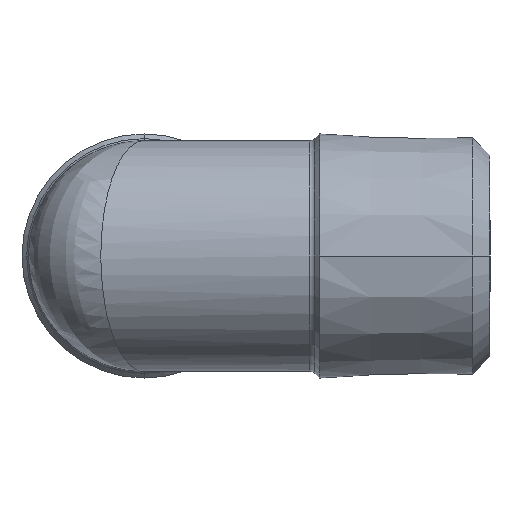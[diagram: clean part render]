
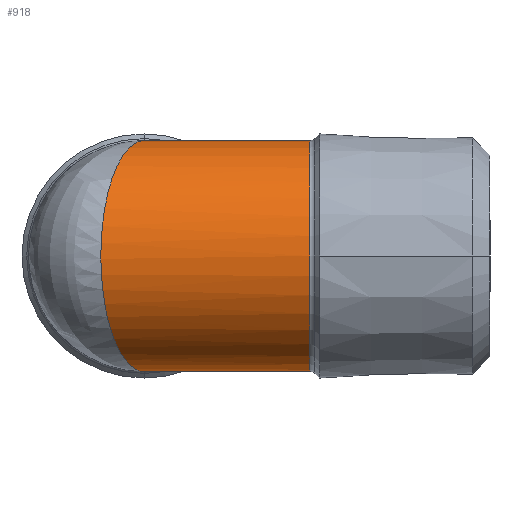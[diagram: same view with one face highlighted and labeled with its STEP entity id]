
A CAD part, left-side view. The second image highlights one B-rep face of the part: STEP entity #918.
In plain terms, the highlighted cylindrical face has radius 8 mm (diameter 16 mm), a partial arc.
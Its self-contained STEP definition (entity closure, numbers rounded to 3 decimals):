
#19 = EDGE_LOOP ( 'NONE', ( #80, #154, #984, #91 ) ) ;
#61 = VERTEX_POINT ( 'NONE', #812 ) ;
#62 = VERTEX_POINT ( 'NONE', #809 ) ;
#69 = VERTEX_POINT ( 'NONE', #823 ) ;
#70 = VERTEX_POINT ( 'NONE', #805 ) ;
#80 = ORIENTED_EDGE ( 'NONE', *, *, #882, .F. ) ;
#91 = ORIENTED_EDGE ( 'NONE', *, *, #895, .T. ) ;
#154 = ORIENTED_EDGE ( 'NONE', *, *, #854, .T. ) ;
#311 = CARTESIAN_POINT ( 'NONE',  ( 0., 0., 8. ) ) ;
#312 = CARTESIAN_POINT ( 'NONE',  ( -16., 6., 8. ) ) ;
#313 = CARTESIAN_POINT ( 'NONE',  ( -16., 6., -8. ) ) ;
#314 = CARTESIAN_POINT ( 'NONE',  ( 0., 0., -8. ) ) ;
#389 = CARTESIAN_POINT ( 'NONE',  ( 0., 22.627, 8. ) ) ;
#390 = DIRECTION ( 'NONE',  ( 0., -1., 0. ) ) ;
#418 = CARTESIAN_POINT ( 'NONE',  ( 0., 22.627, -8. ) ) ;
#419 = DIRECTION ( 'NONE',  ( 0., -1., 0. ) ) ;
#422 = CARTESIAN_POINT ( 'NONE',  ( 0., -11.5, 0. ) ) ;
#423 = DIRECTION ( 'NONE',  ( 0., 1., 0. ) ) ;
#478 = VECTOR ( 'NONE', #390, 1000. ) ;
#487 = CIRCLE ( 'NONE', #498, 8. ) ;
#495 = VECTOR ( 'NONE', #419, 1000. ) ;
#498 = AXIS2_PLACEMENT_3D ( 'NONE', #422, #423, #1001 ) ;
#534 = AXIS2_PLACEMENT_3D ( 'NONE', #1140, #1141, #1142 ) ;
#592 =( BOUNDED_CURVE ( )  B_SPLINE_CURVE ( 3, ( #311, #312, #313, #314 ),
 .UNSPECIFIED., .F., .T. ) 
 B_SPLINE_CURVE_WITH_KNOTS ( ( 4, 4 ),
 ( 1.571, 4.712 ),
 .UNSPECIFIED. ) 
 CURVE ( )  GEOMETRIC_REPRESENTATION_ITEM ( )  RATIONAL_B_SPLINE_CURVE ( ( 1., 0.333, 0.333, 1. ) ) 
 REPRESENTATION_ITEM ( '' )  );
#710 = LINE ( 'NONE', #389, #478 ) ;
#714 = LINE ( 'NONE', #418, #495 ) ;
#735 = FACE_OUTER_BOUND ( 'NONE', #19, .T. ) ;
#736 = CYLINDRICAL_SURFACE ( 'NONE', #534, 8. ) ;
#805 = CARTESIAN_POINT ( 'NONE',  ( 0., -11.5, -8. ) ) ;
#809 = CARTESIAN_POINT ( 'NONE',  ( 0., 0., -8. ) ) ;
#812 = CARTESIAN_POINT ( 'NONE',  ( 0., 0., 8. ) ) ;
#823 = CARTESIAN_POINT ( 'NONE',  ( 0., -11.5, 8. ) ) ;
#854 = EDGE_CURVE ( 'NONE', #61, #62, #592, .T. ) ;
#882 = EDGE_CURVE ( 'NONE', #61, #69, #710, .T. ) ;
#893 = EDGE_CURVE ( 'NONE', #62, #70, #714, .T. ) ;
#895 = EDGE_CURVE ( 'NONE', #70, #69, #487, .T. ) ;
#918 = ADVANCED_FACE ( 'NONE', ( #735 ), #736, .T. ) ;
#984 = ORIENTED_EDGE ( 'NONE', *, *, #893, .T. ) ;
#1001 = DIRECTION ( 'NONE',  ( 0., 0., 1. ) ) ;
#1140 = CARTESIAN_POINT ( 'NONE',  ( 0., 22.627, 0. ) ) ;
#1141 = DIRECTION ( 'NONE',  ( 0., -1., 0. ) ) ;
#1142 = DIRECTION ( 'NONE',  ( 0., 0., -1. ) ) ;
